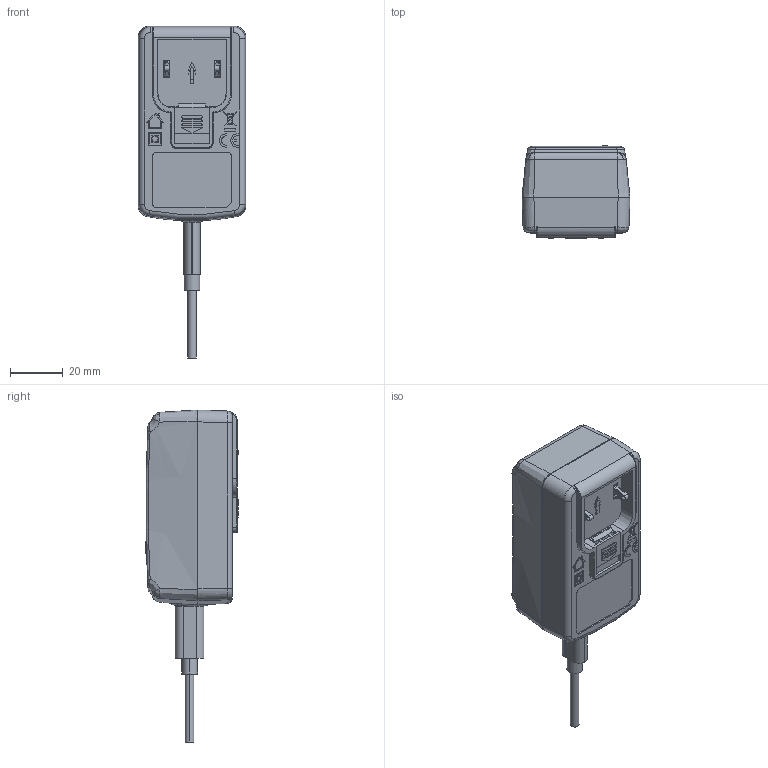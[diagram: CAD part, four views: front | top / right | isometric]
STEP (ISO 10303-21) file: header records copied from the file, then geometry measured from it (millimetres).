
FILE_DESCRIPTION((''),'2;1');
FILE_NAME('TYPE_C_ASM','2022-01-18T15:17:17',('rd05'),(''),'CREO PARAMETRIC BY PTC INC, 2018050','CREO PARAMETRIC BY PTC INC, 2018050','');
FILE_SCHEMA(('CONFIG_CONTROL_DESIGN','GEOMETRIC_VALIDATION_PROPERTIES_MIM'));
Products named in the file (29): TYPEC-BOTTOM; NEW-PIN-LEFT; NEW-PIN-RIGHT; MANIFOLD_SOLID_BREP_3919; SPRING; COVER; PCB_N; 501Z; 470UF; CY1; XF01036; LED; 1549M; 1648S; BIANYAQI; RF1; T1A; LF500; PCB-2; 4PIN; TYPC_TC16H19; PCB-2_ASM; PCB-1_ASM; TYPEC-TOP-CASE; LENS-USB; TYPC; BOTTOM_CASE; TOP_CASE; TYPE_C_ASM
Assembly tree (30 placements, depth 4):
  TYPE_C_ASM
    TYPEC-BOTTOM
    NEW-PIN-LEFT
    NEW-PIN-RIGHT
    MANIFOLD_SOLID_BREP_3919
    SPRING
    COVER
    PCB-1_ASM
      PCB_N
      501Z
      470UF
      CY1  x2
      XF01036
      LED
      1549M
      1648S  x2
      BIANYAQI
      RF1
      T1A
      LF500
      PCB-2_ASM
        PCB-2
        4PIN
        TYPC_TC16H19
    TYPEC-TOP-CASE
    LENS-USB
    TYPC
    BOTTOM_CASE
    TOP_CASE
Bounding box: 41 x 35.54 x 126.1 mm (x, y, z)
Volume: 68234.8 mm3; surface area: 82329.4 mm2
Topology: 29 solids, 44 shells, 3398 faces, 8784 edges, 5555 vertices
Faces by surface type: plane 1693, cylinder 811, torus 323, bspline 306, cone 203, extrusion 58, sphere 4
Entity records: 138052 total; most frequent: CARTESIAN_POINT 45696, ORIENTED_EDGE 17256, DIRECTION 15983, EDGE_CURVE 8711, VERTEX_POINT 5508, AXIS2_PLACEMENT_3D 5369, VECTOR 5245, LINE 5187
